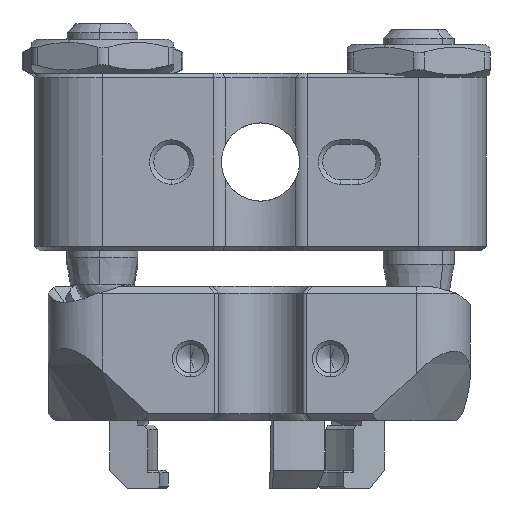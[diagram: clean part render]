
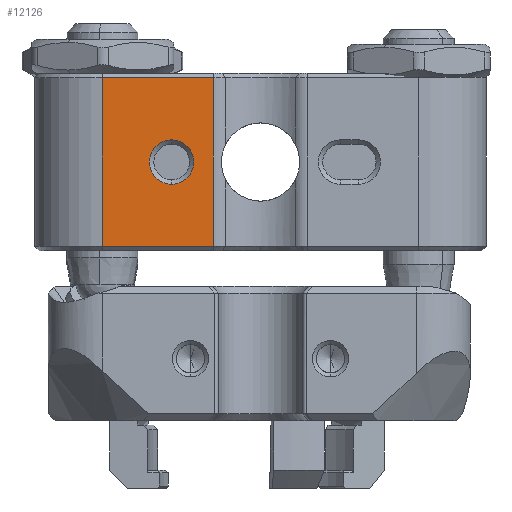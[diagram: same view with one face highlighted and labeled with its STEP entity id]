
A CAD part, front view. The second image highlights one B-rep face of the part: STEP entity #12126.
In plain terms, the highlighted face is planar.
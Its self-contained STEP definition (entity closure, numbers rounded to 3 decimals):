
#86 = LINE ( 'NONE', #2536, #2114 ) ;
#291 = DIRECTION ( 'NONE',  ( 0., 1., 0. ) ) ;
#1211 = ORIENTED_EDGE ( 'NONE', *, *, #15754, .T. ) ;
#1908 = ORIENTED_EDGE ( 'NONE', *, *, #15307, .T. ) ;
#2040 = EDGE_CURVE ( 'NONE', #12501, #5580, #15531, .T. ) ;
#2114 = VECTOR ( 'NONE', #4982, 1000. ) ;
#2536 = CARTESIAN_POINT ( 'NONE',  ( 4.75, -8.89, -12.7 ) ) ;
#2682 = DIRECTION ( 'NONE',  ( -1., 0., 0. ) ) ;
#3089 = CARTESIAN_POINT ( 'NONE',  ( 5., 12.7, -12.7 ) ) ;
#3252 = PLANE ( 'NONE',  #8436 ) ;
#3398 = DIRECTION ( 'NONE',  ( 0., -1., 0. ) ) ;
#3646 = ORIENTED_EDGE ( 'NONE', *, *, #11953, .T. ) ;
#3711 = CARTESIAN_POINT ( 'NONE',  ( -4.75, 12.7, -12.7 ) ) ;
#4077 = VERTEX_POINT ( 'NONE', #12219 ) ;
#4312 = FACE_OUTER_BOUND ( 'NONE', #8916, .T. ) ;
#4393 = DIRECTION ( 'NONE',  ( 0., 0., 1. ) ) ;
#4913 = CARTESIAN_POINT ( 'NONE',  ( -4.75, -8.89, -12.7 ) ) ;
#4982 = DIRECTION ( 'NONE',  ( 0., -1., 0. ) ) ;
#5466 = LINE ( 'NONE', #13799, #15168 ) ;
#5580 = VERTEX_POINT ( 'NONE', #7613 ) ;
#5623 = VERTEX_POINT ( 'NONE', #12460 ) ;
#5687 = CARTESIAN_POINT ( 'NONE',  ( -4.75, -2.646, -12.7 ) ) ;
#6935 = DIRECTION ( 'NONE',  ( 1., 0., 0. ) ) ;
#6940 = EDGE_CURVE ( 'NONE', #4077, #12901, #14611, .T. ) ;
#7613 = CARTESIAN_POINT ( 'NONE',  ( 4.75, -2.646, -12.7 ) ) ;
#8038 = CARTESIAN_POINT ( 'NONE',  ( 0., -5., -12.7 ) ) ;
#8353 = DIRECTION ( 'NONE',  ( 0., 0., 1. ) ) ;
#8436 = AXIS2_PLACEMENT_3D ( 'NONE', #3089, #8353, #15742 ) ;
#8916 = EDGE_LOOP ( 'NONE', ( #3646, #1211, #13486, #1908 ) ) ;
#9279 = CARTESIAN_POINT ( 'NONE',  ( 5., -2.646, -12.7 ) ) ;
#10126 = LINE ( 'NONE', #3711, #11979 ) ;
#10327 = ORIENTED_EDGE ( 'NONE', *, *, #12055, .T. ) ;
#10519 = CARTESIAN_POINT ( 'NONE',  ( 0., -5., -12.7 ) ) ;
#11400 = VERTEX_POINT ( 'NONE', #4913 ) ;
#11508 = VECTOR ( 'NONE', #6935, 1000. ) ;
#11672 = FACE_BOUND ( 'NONE', #14402, .T. ) ;
#11953 = EDGE_CURVE ( 'NONE', #5623, #11400, #5466, .T. ) ;
#11979 = VECTOR ( 'NONE', #291, 1000. ) ;
#12055 = EDGE_CURVE ( 'NONE', #12901, #4077, #14137, .T. ) ;
#12126 = ADVANCED_FACE ( 'NONE', ( #11672, #4312 ), #3252, .F. ) ;
#12219 = CARTESIAN_POINT ( 'NONE',  ( 1.25, -5., -12.7 ) ) ;
#12460 = CARTESIAN_POINT ( 'NONE',  ( 4.75, -8.89, -12.7 ) ) ;
#12501 = VERTEX_POINT ( 'NONE', #5687 ) ;
#12901 = VERTEX_POINT ( 'NONE', #15601 ) ;
#13095 = AXIS2_PLACEMENT_3D ( 'NONE', #8038, #4393, #3398 ) ;
#13325 = AXIS2_PLACEMENT_3D ( 'NONE', #10519, #15483, #14255 ) ;
#13486 = ORIENTED_EDGE ( 'NONE', *, *, #2040, .T. ) ;
#13799 = CARTESIAN_POINT ( 'NONE',  ( 5., -8.89, -12.7 ) ) ;
#14137 = CIRCLE ( 'NONE', #13095, 1.25 ) ;
#14255 = DIRECTION ( 'NONE',  ( 0., -1., 0. ) ) ;
#14402 = EDGE_LOOP ( 'NONE', ( #10327, #15467 ) ) ;
#14611 = CIRCLE ( 'NONE', #13325, 1.25 ) ;
#15168 = VECTOR ( 'NONE', #2682, 1000. ) ;
#15307 = EDGE_CURVE ( 'NONE', #5580, #5623, #86, .T. ) ;
#15467 = ORIENTED_EDGE ( 'NONE', *, *, #6940, .T. ) ;
#15483 = DIRECTION ( 'NONE',  ( 0., 0., 1. ) ) ;
#15531 = LINE ( 'NONE', #9279, #11508 ) ;
#15601 = CARTESIAN_POINT ( 'NONE',  ( -1.25, -5., -12.7 ) ) ;
#15742 = DIRECTION ( 'NONE',  ( 0., -1., 0. ) ) ;
#15754 = EDGE_CURVE ( 'NONE', #11400, #12501, #10126, .T. ) ;
